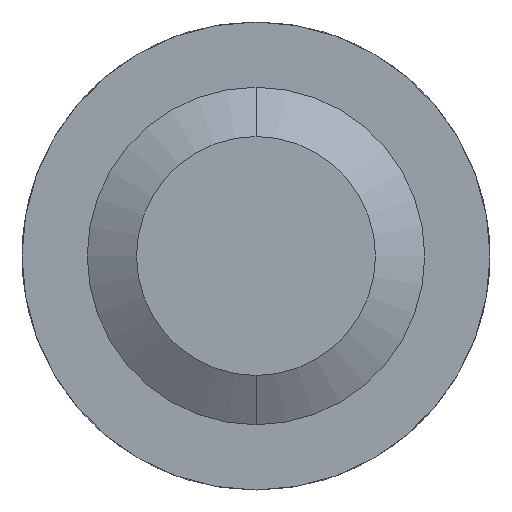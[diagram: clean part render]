
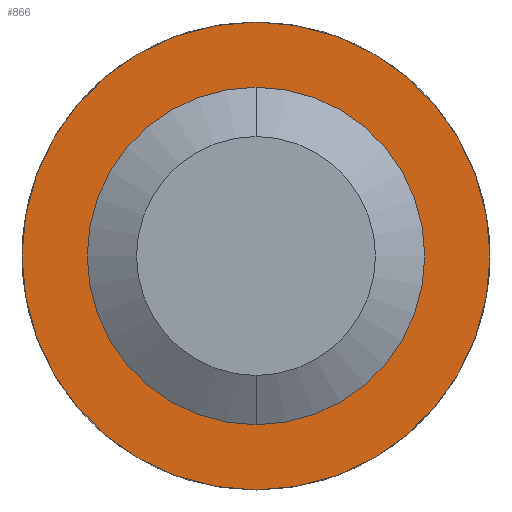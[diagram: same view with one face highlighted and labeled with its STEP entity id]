
A CAD part, front view. The second image highlights one B-rep face of the part: STEP entity #866.
In plain terms, the highlighted planar face has unit normal (0, -1, 0).
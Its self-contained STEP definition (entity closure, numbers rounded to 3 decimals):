
#57 = DIRECTION ( 'NONE',  ( 0., 1., 0. ) ) ;
#132 = CIRCLE ( 'NONE', #787, 0.685 ) ;
#266 = CARTESIAN_POINT ( 'NONE',  ( 0., -2.5, 0.685 ) ) ;
#312 = EDGE_LOOP ( 'NONE', ( #3390, #2775 ) ) ;
#324 = EDGE_CURVE ( 'Defeature ausgef�hrt1_11+Defeature ausgef�hrt1_12+Defeature ausgef�hrt1_12+Defeature ausgef�hrt1_12', #1165, #681, #3361, .T. ) ;
#352 = EDGE_CURVE ( 'Defeature ausgef�hrt1_12+Defeature ausgef�hrt1_13+Defeature ausgef�hrt1_13+Defeature ausgef�hrt1_13', #3324, #3400, #132, .T. ) ;
#483 = FACE_BOUND ( 'NONE', #312, .T. ) ;
#529 = EDGE_CURVE ( 'Defeature ausgef�hrt1_12+Defeature ausgef�hrt1_13+Defeature ausgef�hrt1_13+Defeature ausgef�hrt1_13', #3400, #3324, #817, .T. ) ;
#555 = CARTESIAN_POINT ( 'NONE',  ( 0.95, -2.5, 0. ) ) ;
#607 = EDGE_CURVE ( 'Defeature ausgef�hrt1_11+Defeature ausgef�hrt1_12+Defeature ausgef�hrt1_12+Defeature ausgef�hrt1_12', #681, #1165, #856, .T. ) ;
#627 = AXIS2_PLACEMENT_3D ( 'NONE', #555, #1454, #2913 ) ;
#681 = VERTEX_POINT ( 'NONE', #748 ) ;
#748 = CARTESIAN_POINT ( 'NONE',  ( 0., -2.5, 0.95 ) ) ;
#787 = AXIS2_PLACEMENT_3D ( 'NONE', #2778, #57, #1001 ) ;
#817 = CIRCLE ( 'NONE', #1567, 0.685 ) ;
#834 = PLANE ( 'NONE',  #627 ) ;
#856 = CIRCLE ( 'NONE', #2219, 0.95 ) ;
#866 = ADVANCED_FACE ( 'Defeature ausgef�hrt1_12', ( #3078, #483 ), #834, .F. ) ;
#898 = DIRECTION ( 'NONE',  ( 0., 1., 0. ) ) ;
#1001 = DIRECTION ( 'NONE',  ( 0., 0., 1. ) ) ;
#1056 = ORIENTED_EDGE ( 'NONE', *, *, #607, .F. ) ;
#1119 = DIRECTION ( 'NONE',  ( 0., 1., 0. ) ) ;
#1165 = VERTEX_POINT ( 'NONE', #3081 ) ;
#1208 = CARTESIAN_POINT ( 'NONE',  ( 0., -2.5, 0. ) ) ;
#1223 = DIRECTION ( 'NONE',  ( 0., 0., 1. ) ) ;
#1454 = DIRECTION ( 'NONE',  ( 0., 1., 0. ) ) ;
#1480 = CARTESIAN_POINT ( 'NONE',  ( 0., -2.5, 0. ) ) ;
#1567 = AXIS2_PLACEMENT_3D ( 'NONE', #1480, #2424, #3596 ) ;
#1639 = CARTESIAN_POINT ( 'NONE',  ( 0., -2.5, -0.685 ) ) ;
#1733 = DIRECTION ( 'NONE',  ( 0., 0., 1. ) ) ;
#2219 = AXIS2_PLACEMENT_3D ( 'NONE', #2323, #1119, #1733 ) ;
#2323 = CARTESIAN_POINT ( 'NONE',  ( 0., -2.5, 0. ) ) ;
#2373 = EDGE_LOOP ( 'NONE', ( #1056, #3168 ) ) ;
#2424 = DIRECTION ( 'NONE',  ( 0., 1., 0. ) ) ;
#2775 = ORIENTED_EDGE ( 'NONE', *, *, #352, .T. ) ;
#2778 = CARTESIAN_POINT ( 'NONE',  ( 0., -2.5, 0. ) ) ;
#2913 = DIRECTION ( 'NONE',  ( 0., 0., 1. ) ) ;
#2965 = AXIS2_PLACEMENT_3D ( 'NONE', #1208, #898, #1223 ) ;
#3078 = FACE_OUTER_BOUND ( 'NONE', #2373, .T. ) ;
#3081 = CARTESIAN_POINT ( 'NONE',  ( 0., -2.5, -0.95 ) ) ;
#3168 = ORIENTED_EDGE ( 'NONE', *, *, #324, .F. ) ;
#3324 = VERTEX_POINT ( 'NONE', #1639 ) ;
#3361 = CIRCLE ( 'NONE', #2965, 0.95 ) ;
#3390 = ORIENTED_EDGE ( 'NONE', *, *, #529, .T. ) ;
#3400 = VERTEX_POINT ( 'NONE', #266 ) ;
#3596 = DIRECTION ( 'NONE',  ( 0., 0., 1. ) ) ;
